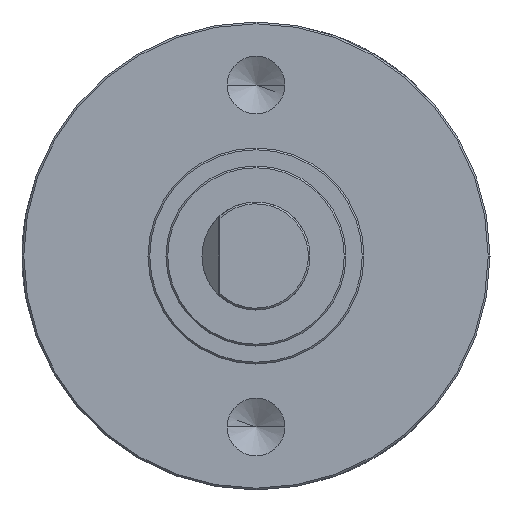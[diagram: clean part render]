
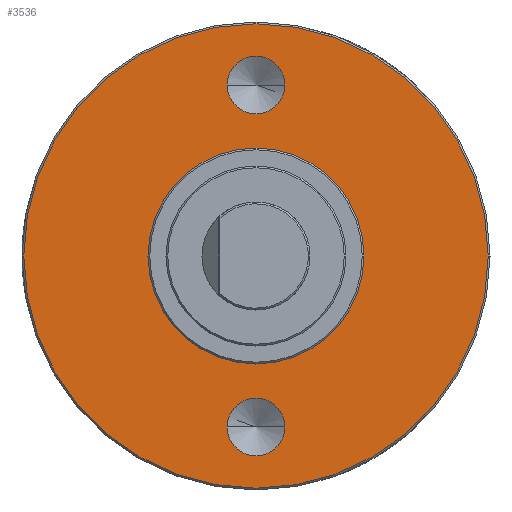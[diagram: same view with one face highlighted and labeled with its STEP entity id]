
A CAD part, left-side view. The second image highlights one B-rep face of the part: STEP entity #3536.
In plain terms, the highlighted planar face has unit normal (-1, 0, 0).
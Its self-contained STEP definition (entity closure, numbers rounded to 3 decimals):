
#671=CARTESIAN_POINT('',(-13.5,0.,0.));
#672=DIRECTION('',(-1.,0.,0.));
#673=DIRECTION('',(0.,1.,0.));
#674=AXIS2_PLACEMENT_3D('',#671,#672,#673);
#676=CARTESIAN_POINT('',(-13.5,0.,0.));
#677=DIRECTION('',(-1.,0.,0.));
#678=DIRECTION('',(0.,-1.,0.));
#679=AXIS2_PLACEMENT_3D('',#676,#677,#678);
#681=CARTESIAN_POINT('',(-13.5,0.,-4.75));
#682=DIRECTION('',(-1.,0.,0.));
#683=DIRECTION('',(0.,1.,0.));
#684=AXIS2_PLACEMENT_3D('',#681,#682,#683);
#686=CARTESIAN_POINT('',(-13.5,0.,-4.75));
#687=DIRECTION('',(-1.,0.,0.));
#688=DIRECTION('',(0.,-1.,0.));
#689=AXIS2_PLACEMENT_3D('',#686,#687,#688);
#691=CARTESIAN_POINT('',(-13.5,0.,4.75));
#692=DIRECTION('',(1.,0.,0.));
#693=DIRECTION('',(0.,1.,0.));
#694=AXIS2_PLACEMENT_3D('',#691,#692,#693);
#696=CARTESIAN_POINT('',(-13.5,0.,4.75));
#697=DIRECTION('',(1.,0.,0.));
#698=DIRECTION('',(0.,-1.,0.));
#699=AXIS2_PLACEMENT_3D('',#696,#697,#698);
#714=CARTESIAN_POINT('',(-13.5,0.,0.));
#715=DIRECTION('',(-1.,0.,0.));
#716=DIRECTION('',(0.,1.,0.));
#717=AXIS2_PLACEMENT_3D('',#714,#715,#716);
#746=CARTESIAN_POINT('',(-13.5,0.,0.));
#747=DIRECTION('',(1.,0.,0.));
#748=DIRECTION('',(0.,1.,0.));
#749=AXIS2_PLACEMENT_3D('',#746,#747,#748);
#2663=CARTESIAN_POINT('',(-13.5,3.,0.));
#2664=CARTESIAN_POINT('',(-13.5,-3.,0.));
#2665=VERTEX_POINT('',#2663);
#2666=VERTEX_POINT('',#2664);
#2683=CARTESIAN_POINT('',(-13.5,0.8,-4.75));
#2684=CARTESIAN_POINT('',(-13.5,-0.8,-4.75));
#2685=VERTEX_POINT('',#2683);
#2686=VERTEX_POINT('',#2684);
#2693=CARTESIAN_POINT('',(-13.5,0.8,4.75));
#2694=VERTEX_POINT('',#2693);
#2695=CARTESIAN_POINT('',(-13.5,-0.8,4.75));
#2696=VERTEX_POINT('',#2695);
#2703=CARTESIAN_POINT('',(-13.5,6.45,0.));
#2704=CARTESIAN_POINT('',(-13.5,-6.45,0.));
#2705=VERTEX_POINT('',#2703);
#2706=VERTEX_POINT('',#2704);
#3508=CARTESIAN_POINT('',(-13.5,0.,0.));
#3509=DIRECTION('',(1.,0.,0.));
#3510=DIRECTION('',(0.,-1.,0.));
#3511=AXIS2_PLACEMENT_3D('',#3508,#3509,#3510);
#3512=PLANE('',#3511);
#3514=ORIENTED_EDGE('',*,*,#3513,.F.);
#3515=ORIENTED_EDGE('',*,*,#3498,.F.);
#3516=EDGE_LOOP('',(#3514,#3515));
#3517=FACE_OUTER_BOUND('',#3516,.F.);
#3519=ORIENTED_EDGE('',*,*,#3518,.T.);
#3521=ORIENTED_EDGE('',*,*,#3520,.F.);
#3522=EDGE_LOOP('',(#3519,#3521));
#3523=FACE_BOUND('',#3522,.F.);
#3525=ORIENTED_EDGE('',*,*,#3524,.T.);
#3527=ORIENTED_EDGE('',*,*,#3526,.T.);
#3528=EDGE_LOOP('',(#3525,#3527));
#3529=FACE_BOUND('',#3528,.F.);
#3531=ORIENTED_EDGE('',*,*,#3530,.F.);
#3533=ORIENTED_EDGE('',*,*,#3532,.F.);
#3534=EDGE_LOOP('',(#3531,#3533));
#3535=FACE_BOUND('',#3534,.F.);
#3536=ADVANCED_FACE('',(#3517,#3523,#3529,#3535),#3512,.F.);
#675=CIRCLE('',#674,6.45);
#680=CIRCLE('',#679,6.45);
#685=CIRCLE('',#684,0.8);
#690=CIRCLE('',#689,0.8);
#695=CIRCLE('',#694,0.8);
#700=CIRCLE('',#699,0.8);
#718=CIRCLE('',#717,3.);
#750=CIRCLE('',#749,3.);
#3498=EDGE_CURVE('',#2706,#2705,#680,.T.);
#3513=EDGE_CURVE('',#2705,#2706,#675,.T.);
#3518=EDGE_CURVE('',#2665,#2666,#718,.T.);
#3520=EDGE_CURVE('',#2665,#2666,#750,.T.);
#3524=EDGE_CURVE('',#2685,#2686,#685,.T.);
#3526=EDGE_CURVE('',#2686,#2685,#690,.T.);
#3530=EDGE_CURVE('',#2694,#2696,#695,.T.);
#3532=EDGE_CURVE('',#2696,#2694,#700,.T.);
